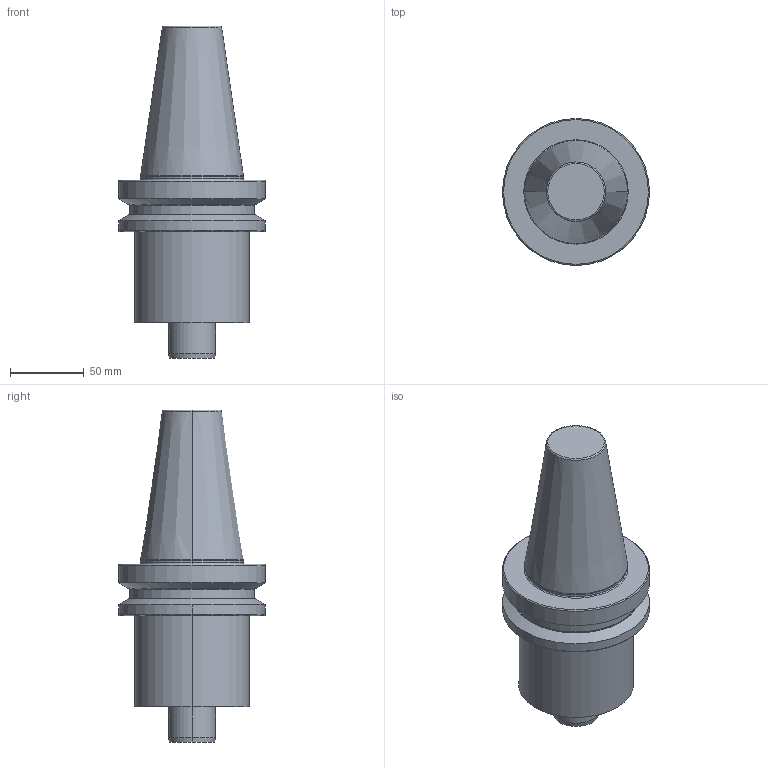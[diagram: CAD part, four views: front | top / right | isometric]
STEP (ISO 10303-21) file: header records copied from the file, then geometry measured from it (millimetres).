
FILE_DESCRIPTION(/* description */ (''),/* implementation_level */ '2;1');
FILE_NAME(/* name */ '1625830733612.stp',/* time_stamp */ '2021-07-09T17:09:05+06:00',/* author */ (''),/* organization */ ('SMS'),/* preprocessor_version */ 'ST-DEVELOPER v16.7',/* originating_system */ 'SIEMENS PLM Software NX 12.0',/* authorisation */ '');
FILE_SCHEMA (('AUTOMOTIVE_DESIGN { 1 0 10303 214 3 1 1 1 }'));
Length unit declared in the file: millimetre
Products named in the file (1): 203600420mod000_00
Bounding box: 99.96 x 99.96 x 225.8 mm (x, y, z)
Volume: 825629.2 mm3; surface area: 61873.2 mm2
Topology: 1 solids, 1 shells, 38 faces, 73 edges, 45 vertices
Faces by surface type: cylinder 12, torus 11, cone 8, plane 7
Full cylindrical faces by diameter (mm): 85 x1, 99.957 x1
Entity records: 1039 total; most frequent: DIRECTION 210, CARTESIAN_POINT 160, ORIENTED_EDGE 146, AXIS2_PLACEMENT_3D 95, EDGE_CURVE 73, CIRCLE 53, EDGE_LOOP 43, VERTEX_POINT 42
